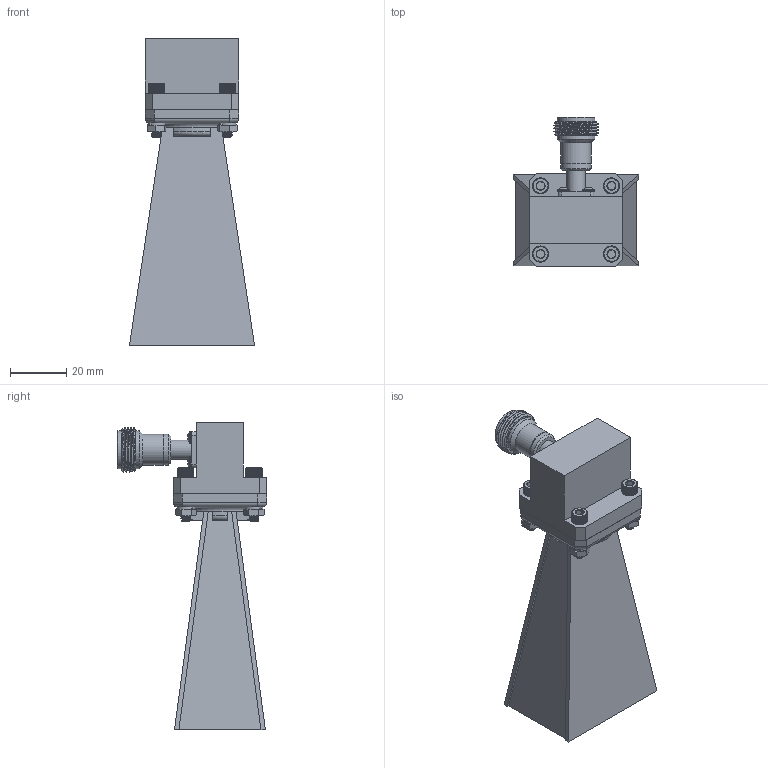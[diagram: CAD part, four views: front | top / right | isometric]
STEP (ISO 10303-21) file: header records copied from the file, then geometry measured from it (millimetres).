
FILE_DESCRIPTION (( 'STEP AP214' ), '1' );
FILE_NAME ('PE9854B-NF-15_3D.STEP', '2021-01-06T20:07:45', ( '' ), ( '' ), 'SwSTEP 2.0', 'SolidWorks 2018', '' );
FILE_SCHEMA (( 'AUTOMOTIVE_DESIGN' ));
Length unit declared in the file: inch
Products named in the file (6): 6-LW; 6-32SH-HXx.625_92196A150; PE9854B-NF-15_3D; PE9875; PE9854B-15; 6-32HN-NARROW_90730A007
Assembly tree (14 placements, depth 2):
  PE9854B-NF-15_3D
    PE9854B-15
    PE9875
    6-32SH-HXx.625_92196A150  x4
    6-32HN-NARROW_90730A007  x4
    6-LW  x4
Bounding box: 44.55 x 53.26 x 109.47 mm (x, y, z)
Volume: 35808.9 mm3; surface area: 29843.4 mm2
Topology: 14 solids, 14 shells, 1233 faces, 2925 edges, 1747 vertices
Faces by surface type: plane 731, cone 355, cylinder 107, bspline 23, torus 13, sphere 4
Full cylindrical faces by diameter (mm): 1.524 x1, 3.048 x1, 3.658 x8, 4.172 x4, 6.807 x1, 10.414 x2, 10.922 x2, 13.462 x2, 25.4 x1
Entity records: 20304 total; most frequent: CARTESIAN_POINT 8270, ORIENTED_EDGE 2572, DIRECTION 2194, EDGE_CURVE 1286, AXIS2_PLACEMENT_3D 830, VERTEX_POINT 824, EDGE_LOOP 610, FACE_OUTER_BOUND 562
